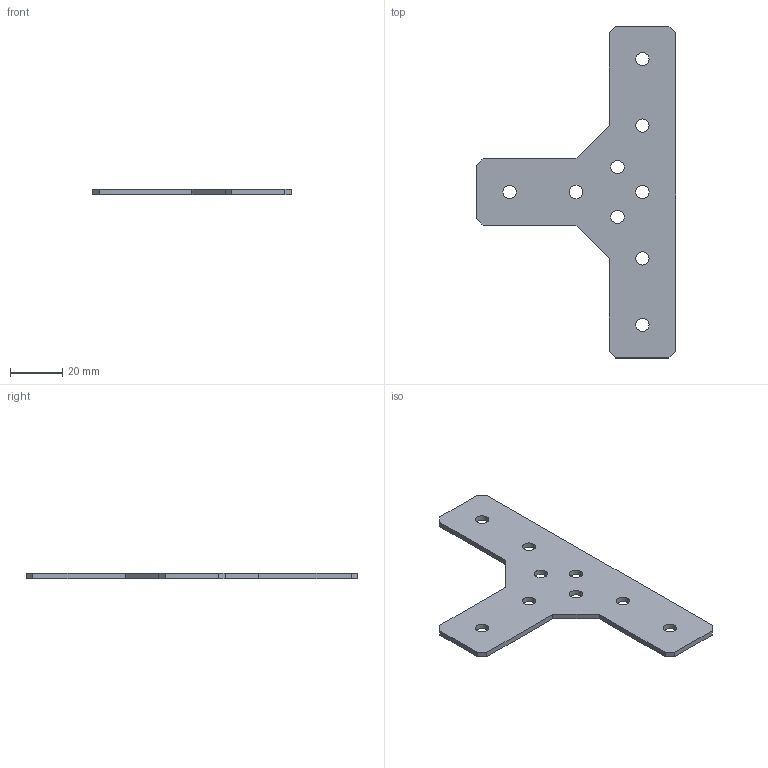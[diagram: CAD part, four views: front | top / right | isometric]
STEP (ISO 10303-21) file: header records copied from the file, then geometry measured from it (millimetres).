
FILE_DESCRIPTION (( 'STEP AP214' ), '1' );
FILE_NAME ('am-2912 REV-21-1008 Tee Bracket.STEP', '2014-12-22T15:20:20', ( '' ), ( '' ), 'SwSTEP 2.0', 'SolidWorks 2014', '' );
FILE_SCHEMA (( 'AUTOMOTIVE_DESIGN' ));
Length unit declared in the file: inch
Products named in the file (1): am-2912 REV-21-1008 Tee Bracket
Bounding box: 76.2 x 127 x 2.03 mm (x, y, z)
Volume: 9094.5 mm3; surface area: 10020.6 mm2
Topology: 1 solids, 1 shells, 36 faces, 102 edges, 68 vertices
Faces by surface type: cylinder 18, plane 18
Entity records: 1258 total; most frequent: DIRECTION 212, CARTESIAN_POINT 207, ORIENTED_EDGE 204, EDGE_CURVE 102, AXIS2_PLACEMENT_3D 73, VERTEX_POINT 68, LINE 66, VECTOR 66
